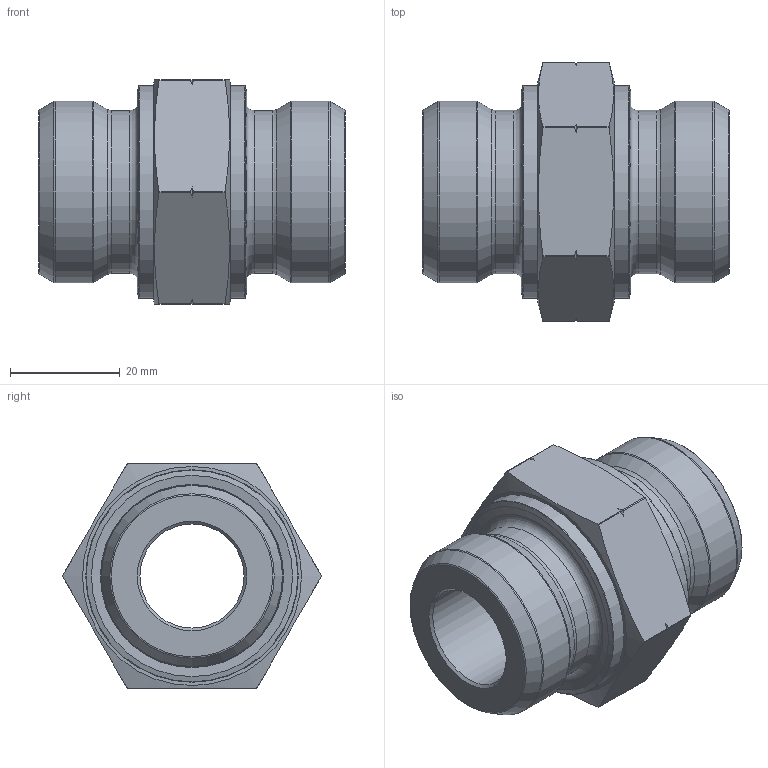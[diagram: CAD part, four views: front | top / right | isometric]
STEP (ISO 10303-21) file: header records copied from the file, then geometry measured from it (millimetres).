
FILE_DESCRIPTION(/* description */ (''),/* implementation_level */ '2;1');
FILE_NAME(/* name */ 'DN25.stp',/* time_stamp */ '2025-01-07T08:26:39+01:00',/* author */ (''),/* organization */ (''),/* preprocessor_version */ 'ST-DEVELOPER v16',/* originating_system */ 'SIEMENS PLM Software NX 10.0',/* authorisation */ '');
FILE_SCHEMA (('CONFIG_CONTROL_DESIGN'));
Length unit declared in the file: millimetre
Products named in the file (1): X-DN1
Bounding box: 56 x 47.28 x 41 mm (x, y, z)
Volume: 39845.9 mm3; surface area: 11881.3 mm2
Topology: 1 solids, 1 shells, 65 faces, 162 edges, 101 vertices
Faces by surface type: cone 24, cylinder 19, torus 12, plane 10
Full cylindrical faces by diameter (mm): 19 x1, 29.8 x2, 33.2 x2, 38.8 x2
Entity records: 2070 total; most frequent: CARTESIAN_POINT 696, ORIENTED_EDGE 248, DIRECTION 236, EDGE_CURVE 124, AXIS2_PLACEMENT_3D 106, EDGE_LOOP 100, VERTEX_POINT 94, FACE_BOUND 70
